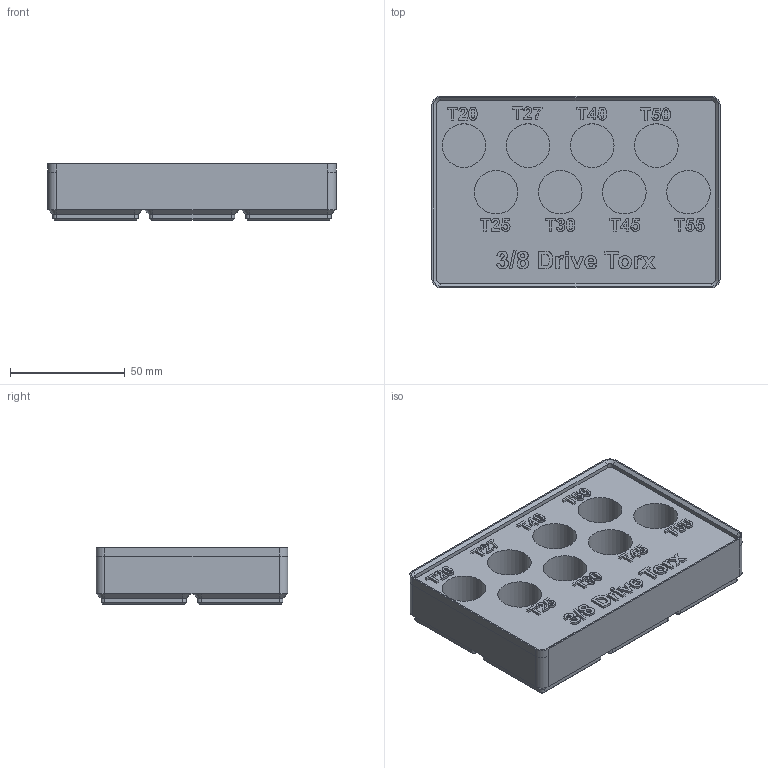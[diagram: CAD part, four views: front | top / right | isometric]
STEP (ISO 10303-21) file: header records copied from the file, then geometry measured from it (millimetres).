
FILE_DESCRIPTION(/* description */ (''),/* implementation_level */ '2;1');
FILE_NAME(/* name */ 'Three Eighths Drive Torx Holder Gridfinity.step',/* time_stamp */ '2023-10-14T08:09:37-07:00',/* author */ (''),/* organization */ (''),/* preprocessor_version */ 'ST-DEVELOPER v20',/* originating_system */ 'Autodesk Translation Framework v12.14.0.127',/* authorisation */ '');
FILE_SCHEMA (('AUTOMOTIVE_DESIGN { 1 0 10303 214 3 1 1 }'));
Length unit declared in the file: inch
Products named in the file (2): Three Eighths Drive Torx Gridfinity; Gridfinity bin 2x3x3
Assembly tree (1 placements, depth 2):
  Three Eighths Drive Torx Gridfinity
    Gridfinity bin 2x3x3
Bounding box: 125.5 x 83.5 x 24.8 mm (x, y, z)
Volume: 180210.2 mm3; surface area: 41534.5 mm2
Topology: 1 solids, 1 shells, 820 faces, 2147 edges, 1386 vertices
Faces by surface type: plane 366, bspline 354, cone 56, cylinder 44
Full cylindrical faces by diameter (mm): 19 x8
Entity records: 28242 total; most frequent: CARTESIAN_POINT 10414, ORIENTED_EDGE 4294, DIRECTION 2505, EDGE_CURVE 2147, VERTEX_POINT 1386, LINE 1303, VECTOR 1303, EDGE_LOOP 877
